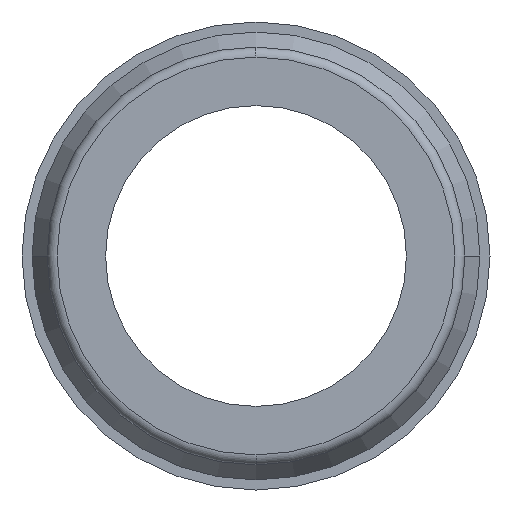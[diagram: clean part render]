
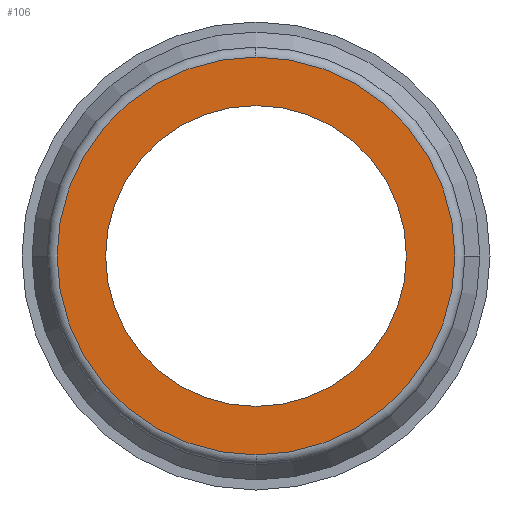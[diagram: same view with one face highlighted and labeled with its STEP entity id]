
A CAD part, front view. The second image highlights one B-rep face of the part: STEP entity #106.
In plain terms, the highlighted planar face has unit normal (0, -1, 0).
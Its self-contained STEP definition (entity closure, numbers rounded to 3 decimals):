
#106=ADVANCED_FACE('',(#227,#228),#229,.T.);
#227=FACE_BOUND('',#358,.T.);
#228=FACE_OUTER_BOUND('',#359,.T.);
#229=PLANE('',#360);
#358=EDGE_LOOP('',(#591,#592));
#359=EDGE_LOOP('',(#593,#594,#595));
#360=AXIS2_PLACEMENT_3D('',#596,#597,#598);
#591=ORIENTED_EDGE('',*,*,#815,.T.);
#592=ORIENTED_EDGE('',*,*,#792,.T.);
#593=ORIENTED_EDGE('',*,*,#840,.F.);
#594=ORIENTED_EDGE('',*,*,#841,.F.);
#595=ORIENTED_EDGE('',*,*,#822,.F.);
#596=CARTESIAN_POINT('',(2.975,0.0,0.0));
#597=DIRECTION('',(0.,-1.0,0.0));
#598=DIRECTION('',(-1.0,0.,0.0));
#792=EDGE_CURVE('',#946,#948,#950,.T.);
#815=EDGE_CURVE('',#948,#946,#983,.T.);
#822=EDGE_CURVE('',#991,#989,#993,.T.);
#840=EDGE_CURVE('',#1015,#991,#1016,.T.);
#841=EDGE_CURVE('',#989,#1015,#1017,.T.);
#946=VERTEX_POINT('',#1134);
#948=VERTEX_POINT('',#1137);
#950=CIRCLE('',#1140,4.5);
#983=CIRCLE('',#1177,4.5);
#989=VERTEX_POINT('',#1183);
#991=VERTEX_POINT('',#1185);
#993=CIRCLE('',#1187,5.95);
#1015=VERTEX_POINT('',#1215);
#1016=CIRCLE('',#1216,5.95);
#1017=CIRCLE('',#1217,5.95);
#1134=CARTESIAN_POINT('',(4.5,0.,0.));
#1137=CARTESIAN_POINT('',(-4.5,0.0,0.));
#1140=AXIS2_PLACEMENT_3D('',#1335,#1336,#1337);
#1177=AXIS2_PLACEMENT_3D('',#1378,#1379,#1380);
#1183=CARTESIAN_POINT('',(0.,0.,5.95));
#1185=CARTESIAN_POINT('',(0.,0.,-5.95));
#1187=AXIS2_PLACEMENT_3D('',#1393,#1394,#1395);
#1215=CARTESIAN_POINT('',(5.95,0.0,0.0));
#1216=AXIS2_PLACEMENT_3D('',#1420,#1421,#1422);
#1217=AXIS2_PLACEMENT_3D('',#1423,#1424,#1425);
#1335=CARTESIAN_POINT('',(0.0,0.0,0.0));
#1336=DIRECTION('',(0.,1.0,0.0));
#1337=DIRECTION('',(1.0,0.,0.0));
#1378=CARTESIAN_POINT('',(0.0,0.0,0.0));
#1379=DIRECTION('',(0.,1.0,0.0));
#1380=DIRECTION('',(1.0,0.,0.0));
#1393=CARTESIAN_POINT('',(0.0,0.0,0.0));
#1394=DIRECTION('',(0.,1.0,0.0));
#1395=DIRECTION('',(1.0,0.,0.0));
#1420=CARTESIAN_POINT('',(0.0,0.0,0.0));
#1421=DIRECTION('',(0.,1.0,0.0));
#1422=DIRECTION('',(1.0,0.,0.0));
#1423=CARTESIAN_POINT('',(0.0,0.0,0.0));
#1424=DIRECTION('',(0.,1.0,0.0));
#1425=DIRECTION('',(1.0,0.,0.0));
